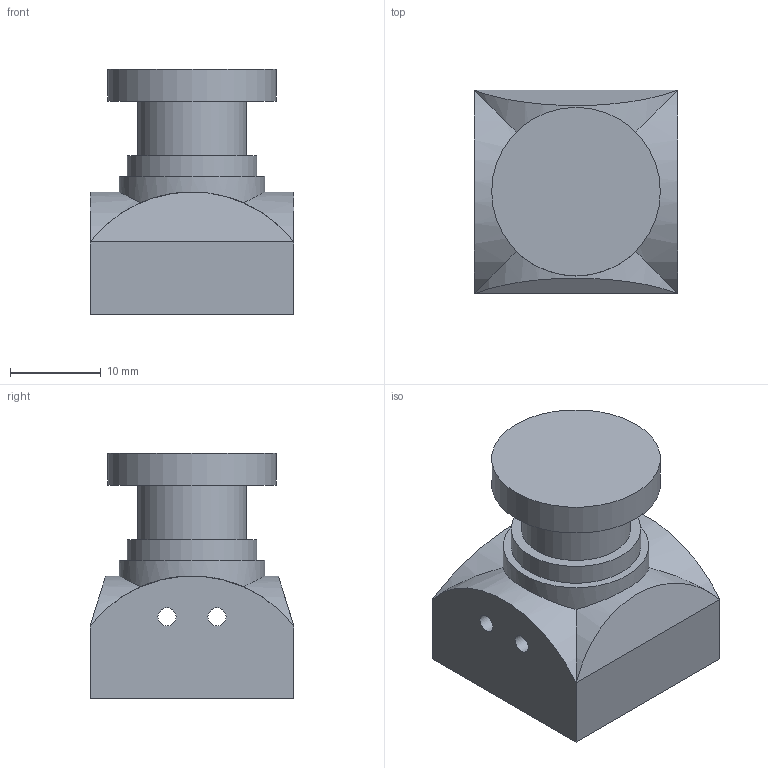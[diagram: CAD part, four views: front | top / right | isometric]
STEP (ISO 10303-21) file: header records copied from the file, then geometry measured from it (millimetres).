
FILE_DESCRIPTION(/* description */ (''),/* implementation_level */ '2;1');
FILE_NAME(/* name */ 'mini predator dummy camera.stp',/* time_stamp */ '2022-05-05T15:15:53-06:00',/* author */ ('Steven'),/* organization */ (''),/* preprocessor_version */ 'ST-DEVELOPER v18',/* originating_system */ 'Autodesk Inventor 2020',/* authorisation */ '');
FILE_SCHEMA (('AUTOMOTIVE_DESIGN { 1 0 10303 214 3 1 1 }'));
Length unit declared in the file: millimetre
Products named in the file (1): mini predator dummy camera
Bounding box: 22.4 x 22.4 x 27 mm (x, y, z)
Volume: 8494.6 mm3; surface area: 3268.9 mm2
Topology: 1 solids, 1 shells, 21 faces, 51 edges, 35 vertices
Faces by surface type: plane 11, cylinder 10
Full cylindrical faces by diameter (mm): 2 x2, 12 x1, 14.278 x1, 16 x1, 18.56 x1
Entity records: 717 total; most frequent: CARTESIAN_POINT 143, DIRECTION 120, ORIENTED_EDGE 98, AXIS2_PLACEMENT_3D 52, EDGE_CURVE 49, VERTEX_POINT 33, EDGE_LOOP 28, CIRCLE 24
